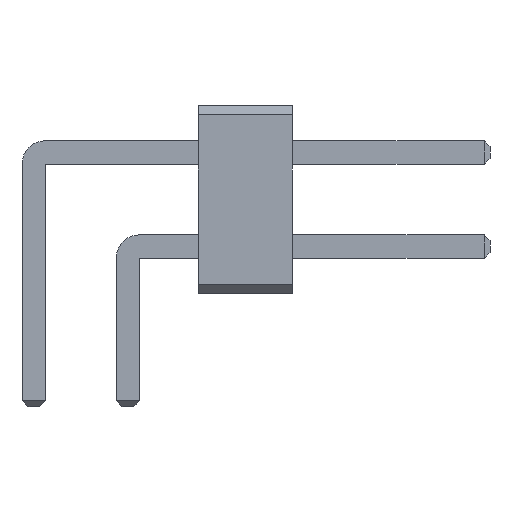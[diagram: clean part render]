
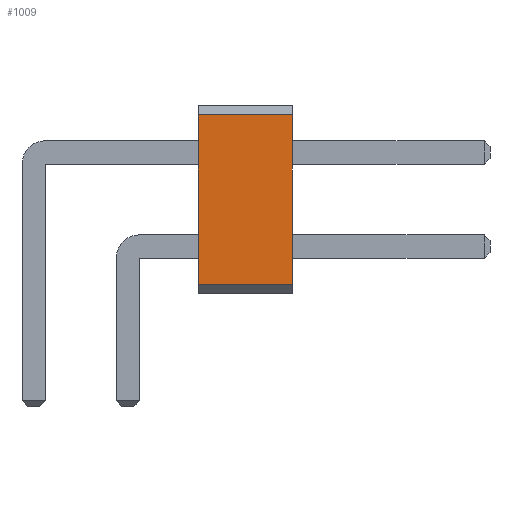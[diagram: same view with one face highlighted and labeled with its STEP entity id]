
A CAD part, front view. The second image highlights one B-rep face of the part: STEP entity #1009.
In plain terms, the highlighted planar face has unit normal (0, -1, 0).
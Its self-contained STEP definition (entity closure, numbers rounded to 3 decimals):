
#13=DIRECTION('',(0.,0.,1.));
#27=VECTOR('',#28,1.);
#28=DIRECTION('',(1.,0.,0.));
#57=DIRECTION('',(0.,-1.,0.));
#996=VERTEX_POINT('',#997);
#997=CARTESIAN_POINT('',(5.5,-33.,0.2));
#1000=EDGE_CURVE('',#1001,#996,#1003,.T.);
#1001=VERTEX_POINT('',#1002);
#1002=CARTESIAN_POINT('',(3.5,-33.,0.2));
#1003=LINE('',#1002,#27);
#1009=ADVANCED_FACE('',(#1010),#1027,.T.);
#1010=FACE_BOUND('',#1011,.T.);
#1011=EDGE_LOOP('',(#1012,#1013,#1019,#1024));
#1012=ORIENTED_EDGE('',*,*,#1000,.T.);
#1013=ORIENTED_EDGE('',*,*,#1014,.T.);
#1014=EDGE_CURVE('',#996,#1015,#1017,.T.);
#1015=VERTEX_POINT('',#1016);
#1016=CARTESIAN_POINT('',(5.5,-33.,3.8));
#1017=LINE('',#997,#1018);
#1018=VECTOR('',#13,1.);
#1019=ORIENTED_EDGE('',*,*,#1020,.F.);
#1020=EDGE_CURVE('',#1021,#1015,#1023,.T.);
#1021=VERTEX_POINT('',#1022);
#1022=CARTESIAN_POINT('',(3.5,-33.,3.8));
#1023=LINE('',#1022,#27);
#1024=ORIENTED_EDGE('',*,*,#1025,.F.);
#1025=EDGE_CURVE('',#1001,#1021,#1026,.T.);
#1026=LINE('',#1002,#1018);
#1027=PLANE('',#1028);
#1028=AXIS2_PLACEMENT_3D('',#1002,#57,#13);
